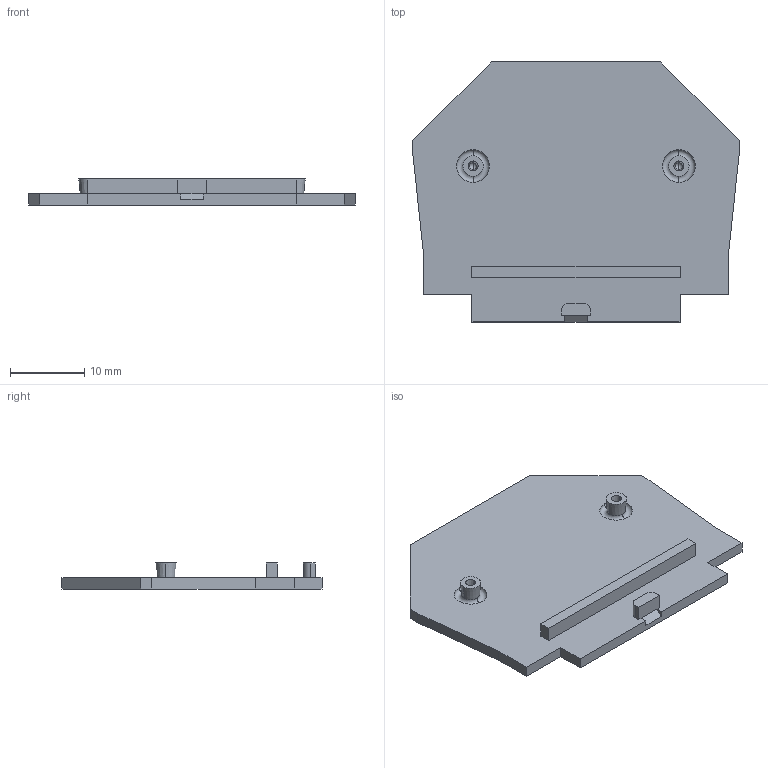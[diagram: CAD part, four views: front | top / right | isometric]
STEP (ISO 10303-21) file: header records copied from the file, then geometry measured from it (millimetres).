
FILE_DESCRIPTION (( 'STEP AP203' ), '1' );
FILE_NAME ('DN-EC1210MN.STEP', '2023-01-30T18:53:44', ( '' ), ( '' ), 'SwSTEP 2.0', 'SolidWorks 2021', '' );
FILE_SCHEMA (( 'CONFIG_CONTROL_DESIGN' ));
Length unit declared in the file: inch
Products named in the file (1): DN-EC1210MN
Bounding box: 44 x 35 x 3.5 mm (x, y, z)
Volume: 2100 mm3; surface area: 3078.1 mm2
Topology: 1 solids, 1 shells, 51 faces, 124 edges, 82 vertices
Faces by surface type: plane 33, cone 8, torus 4, sphere 4, cylinder 2
Entity records: 1579 total; most frequent: DIRECTION 266, CARTESIAN_POINT 258, ORIENTED_EDGE 248, EDGE_CURVE 124, AXIS2_PLACEMENT_3D 90, VECTOR 86, LINE 86, VERTEX_POINT 82
